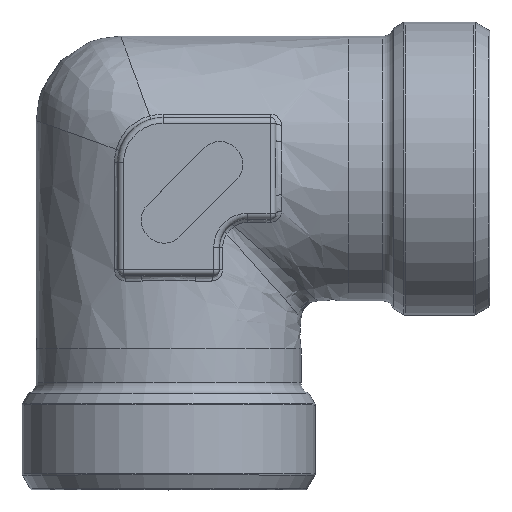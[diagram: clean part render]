
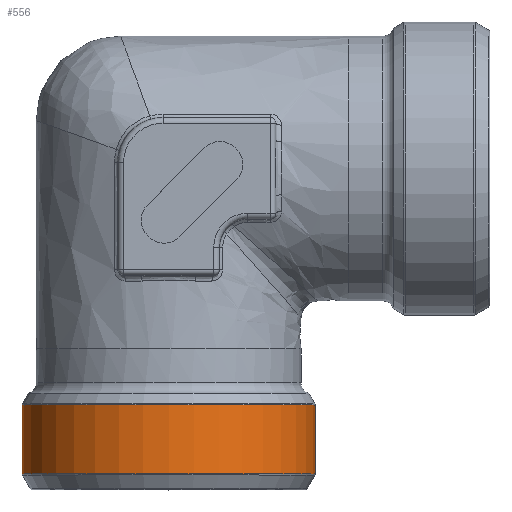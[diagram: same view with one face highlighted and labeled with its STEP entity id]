
A CAD part, top view. The second image highlights one B-rep face of the part: STEP entity #556.
In plain terms, the highlighted cylindrical face has radius 26 mm (diameter 52 mm), a full revolution.
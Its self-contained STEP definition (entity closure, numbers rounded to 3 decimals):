
#226=CYLINDRICAL_SURFACE('',#2438,26.);
#556=ADVANCED_FACE('',(#645,#646),#226,.T.);
#645=FACE_BOUND('',#827,.T.);
#646=FACE_BOUND('',#828,.T.);
#827=EDGE_LOOP('',(#1551));
#828=EDGE_LOOP('',(#1552));
#967=CIRCLE('',#2436,26.);
#968=CIRCLE('',#2437,26.);
#1551=ORIENTED_EDGE('',*,*,#2045,.T.);
#1552=ORIENTED_EDGE('',*,*,#2046,.T.);
#1747=VERTEX_POINT('',#4877);
#1748=VERTEX_POINT('',#4879);
#2045=EDGE_CURVE('',#1747,#1747,#967,.T.);
#2046=EDGE_CURVE('',#1748,#1748,#968,.T.);
#2436=AXIS2_PLACEMENT_3D('',#4876,#2967,#2968);
#2437=AXIS2_PLACEMENT_3D('',#4878,#2969,#2970);
#2438=AXIS2_PLACEMENT_3D('',#4880,#2971,#2972);
#2967=DIRECTION('',(0.,1.,0.));
#2968=DIRECTION('',(1.,0.,0.));
#2969=DIRECTION('',(0.,-1.,0.));
#2970=DIRECTION('',(1.,0.,0.));
#2971=DIRECTION('',(0.,-1.,0.));
#2972=DIRECTION('',(1.,0.,0.));
#4876=CARTESIAN_POINT('',(0.,-54.166,0.));
#4877=CARTESIAN_POINT('',(26.,-54.166,0.));
#4878=CARTESIAN_POINT('',(0.,-41.969,0.));
#4879=CARTESIAN_POINT('',(26.,-41.969,0.));
#4880=CARTESIAN_POINT('',(0.,-57.,0.));
